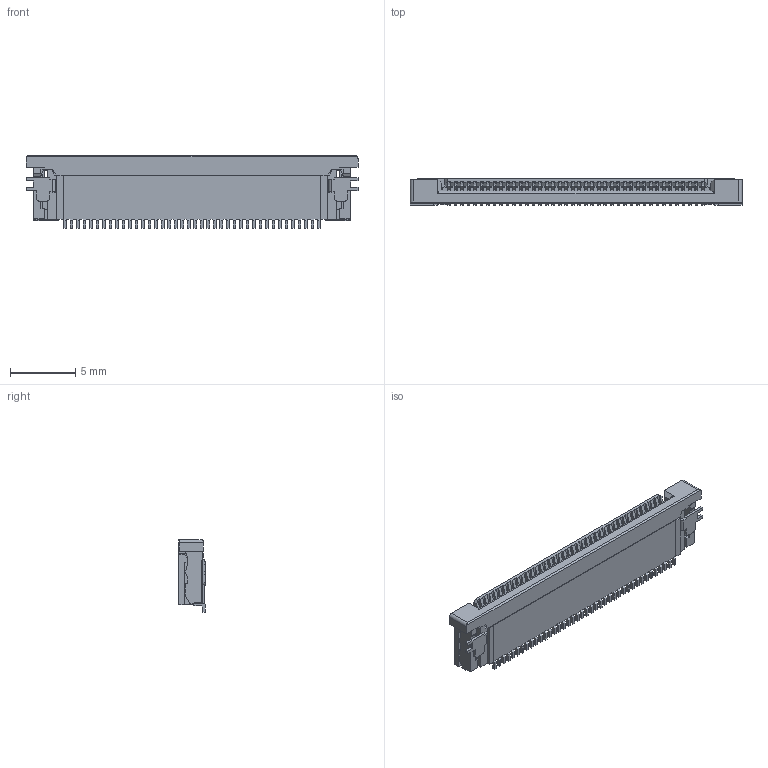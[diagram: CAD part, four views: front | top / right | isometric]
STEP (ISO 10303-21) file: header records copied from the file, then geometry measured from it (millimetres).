
FILE_DESCRIPTION((''),'2;1');
FILE_NAME('541044033','2019-02-28T',('gga'),(''),'PRO/ENGINEER BY PARAMETRIC TECHNOLOGY CORPORATION, 2016010','PRO/ENGINEER BY PARAMETRIC TECHNOLOGY CORPORATION, 2016010','');
FILE_SCHEMA(('CONFIG_CONTROL_DESIGN'));
Length unit declared in the file: millimetre
Products named in the file (1): 541044033
Bounding box: 25.5 x 2.05 x 5.6 mm (x, y, z)
Volume: 171.5 mm3; surface area: 1226.1 mm2
Topology: 1 solids, 1 shells, 1783 faces, 5593 edges, 3728 vertices
Faces by surface type: plane 1650, cylinder 133
Entity records: 61168 total; most frequent: ORIENTED_EDGE 11154, CARTESIAN_POINT 11114, DIRECTION 9421, EDGE_CURVE 5577, VECTOR 5321, LINE 5321, VERTEX_POINT 3712, AXIS2_PLACEMENT_3D 2050
